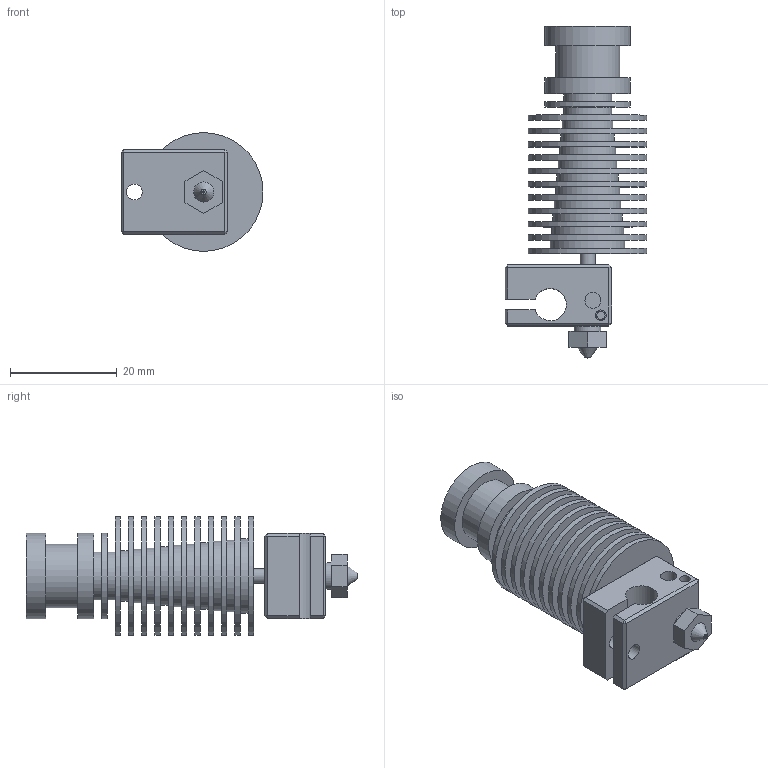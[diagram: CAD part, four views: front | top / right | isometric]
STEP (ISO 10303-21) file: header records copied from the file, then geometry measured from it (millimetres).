
FILE_DESCRIPTION((''),'2;1');
FILE_NAME('E3D V6 1.75mm Universal HotEnd Mockup.stp','2014-06-05T12:48:27',('Narimaan'),(''),'Autodesk Inventor 2012','Autodesk Inventor 2012','');
FILE_SCHEMA(('AUTOMOTIVE_DESIGN { 1 0 10303 214 1 1 1 1 }'));
Length unit declared in the file: millimetre
Products named in the file (1): E3D V6 1.75mm Universal HotEnd Mockup
Bounding box: 26.65 x 62.3 x 22.3 mm (x, y, z)
Volume: 11125.6 mm3; surface area: 11325.8 mm2
Topology: 1 solids, 1 shells, 111 faces, 195 edges, 122 vertices
Faces by surface type: plane 73, cylinder 37, cone 1
Full cylindrical faces by diameter (mm): 0.4 x1, 1.55 x1, 2 x1, 2.8 x1, 3 x3, 5 x1, 8 x1, 9 x2, 9.5 x1, 10 x1, 10.5 x1, 11 x1, 11.5 x1, 12 x2, 12.5 x1, 13 x1, 13.5 x1, 14 x1, 16 x3, 22.3 x11
Entity records: 2502 total; most frequent: DIRECTION 458, CARTESIAN_POINT 392, ORIENTED_EDGE 316, AXIS2_PLACEMENT_3D 188, EDGE_LOOP 188, EDGE_CURVE 158, VERTEX_POINT 122, FACE_OUTER_BOUND 111
